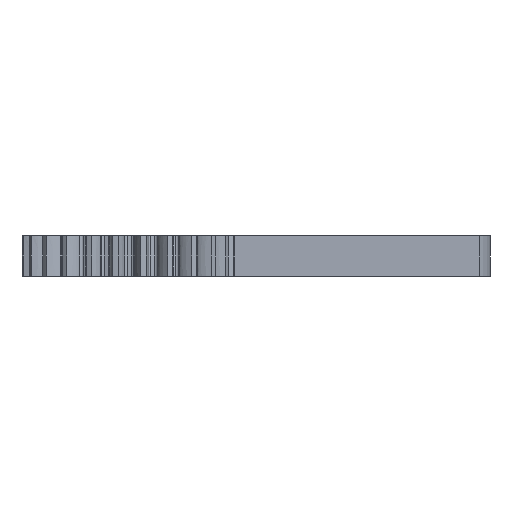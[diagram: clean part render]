
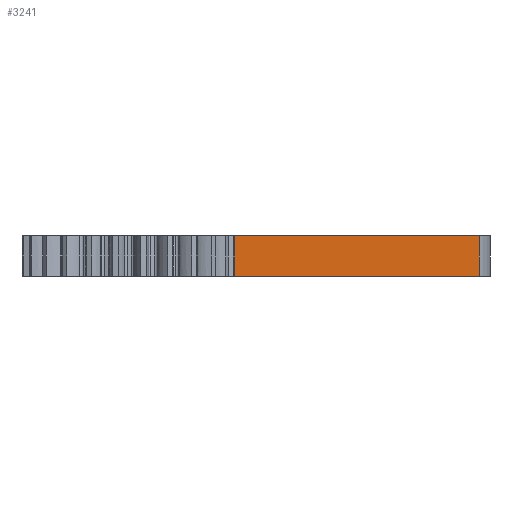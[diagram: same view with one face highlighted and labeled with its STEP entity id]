
A CAD part, front view. The second image highlights one B-rep face of the part: STEP entity #3241.
In plain terms, the highlighted face is planar.
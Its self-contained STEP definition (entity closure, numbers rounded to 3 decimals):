
#65=PLANE('',#3550);
#118=B_SPLINE_CURVE_WITH_KNOTS('',3,(#4620,#4621,#4622,#4623,#4624,#4625),
 .UNSPECIFIED.,.F.,.F.,(4,2,4),(0.,0.25,0.5),.UNSPECIFIED.);
#353=FACE_OUTER_BOUND('',#520,.T.);
#520=EDGE_LOOP('',(#2638,#2639,#2640,#2641));
#764=LINE('',#10009,#1011);
#765=LINE('',#10011,#1012);
#766=LINE('',#10012,#1013);
#1011=VECTOR('',#4349,10.);
#1012=VECTOR('',#4350,10.);
#1013=VECTOR('',#4351,10.);
#1203=VERTEX_POINT('',#4618);
#1204=VERTEX_POINT('',#4619);
#1503=VERTEX_POINT('',#10008);
#1504=VERTEX_POINT('',#10010);
#1536=EDGE_CURVE('',#1203,#1204,#118,.T.);
#1988=EDGE_CURVE('',#1503,#1204,#764,.T.);
#1989=EDGE_CURVE('',#1504,#1503,#765,.T.);
#1990=EDGE_CURVE('',#1504,#1203,#766,.T.);
#2638=ORIENTED_EDGE('',*,*,#1536,.T.);
#2639=ORIENTED_EDGE('',*,*,#1988,.F.);
#2640=ORIENTED_EDGE('',*,*,#1989,.F.);
#2641=ORIENTED_EDGE('',*,*,#1990,.T.);
#3241=ADVANCED_FACE('',(#353),#65,.T.);
#3550=AXIS2_PLACEMENT_3D('',#10007,#4347,#4348);
#4347=DIRECTION('center_axis',(-0.771,-0.637,0.));
#4348=DIRECTION('ref_axis',(0.637,-0.771,0.));
#4349=DIRECTION('',(0.637,-0.771,0.));
#4350=DIRECTION('',(0.,0.,1.));
#4351=DIRECTION('',(0.637,-0.771,0.));
#4618=CARTESIAN_POINT('',(17.427,-2.578,0.));
#4619=CARTESIAN_POINT('',(17.427,-2.578,5.));
#4620=CARTESIAN_POINT('Ctrl Pts',(17.427,-2.578,0.));
#4621=CARTESIAN_POINT('Ctrl Pts',(17.427,-2.578,0.833));
#4622=CARTESIAN_POINT('Ctrl Pts',(17.427,-2.578,1.667));
#4623=CARTESIAN_POINT('Ctrl Pts',(17.427,-2.578,3.333));
#4624=CARTESIAN_POINT('Ctrl Pts',(17.427,-2.578,4.167));
#4625=CARTESIAN_POINT('Ctrl Pts',(17.427,-2.578,5.));
#10007=CARTESIAN_POINT('Origin',(-13.574,34.911,0.));
#10008=CARTESIAN_POINT('',(-13.574,34.911,5.));
#10009=CARTESIAN_POINT('',(-13.574,34.911,5.));
#10010=CARTESIAN_POINT('',(-13.574,34.911,0.));
#10011=CARTESIAN_POINT('',(-13.574,34.911,0.));
#10012=CARTESIAN_POINT('',(-13.574,34.911,0.));
